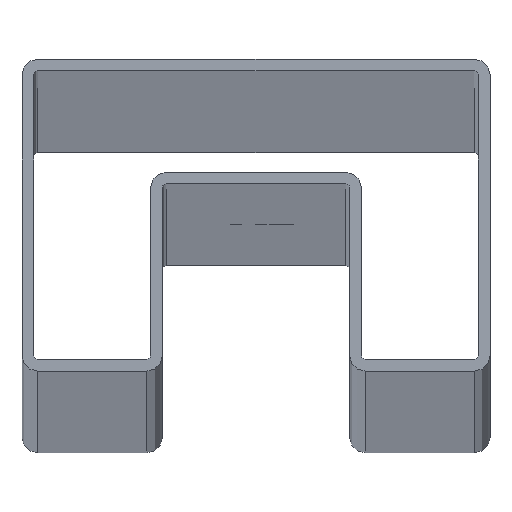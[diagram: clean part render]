
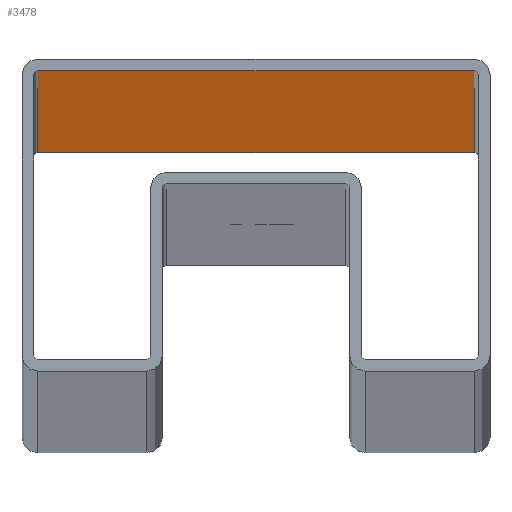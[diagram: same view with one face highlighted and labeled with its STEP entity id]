
A CAD part, top view. The second image highlights one B-rep face of the part: STEP entity #3478.
In plain terms, the highlighted planar face has unit normal (0, -1, 0).
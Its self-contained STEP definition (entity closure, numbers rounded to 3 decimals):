
#192 = VERTEX_POINT ( 'NONE', #14770 ) ;
#1336 = EDGE_CURVE ( 'NONE', #14406, #10252, #9979, .T. ) ;
#1402 = LINE ( 'NONE', #4526, #7513 ) ;
#2321 = DIRECTION ( 'NONE',  ( -1., 0., 0. ) ) ;
#2434 = DIRECTION ( 'NONE',  ( 0., -1., 0. ) ) ;
#2891 = CARTESIAN_POINT ( 'NONE',  ( 28., 18.5, 3000. ) ) ;
#3478 = ADVANCED_FACE ( 'NONE', ( #4668 ), #12817, .T. ) ;
#3696 = VERTEX_POINT ( 'NONE', #7246 ) ;
#4167 = EDGE_CURVE ( 'NONE', #14406, #3696, #1402, .T. ) ;
#4229 = ORIENTED_EDGE ( 'NONE', *, *, #4167, .F. ) ;
#4450 = CARTESIAN_POINT ( 'NONE',  ( -28., 18.5, 3000. ) ) ;
#4526 = CARTESIAN_POINT ( 'NONE',  ( 28., 18.5, 3000. ) ) ;
#4668 = FACE_OUTER_BOUND ( 'NONE', #6939, .T. ) ;
#4995 = CARTESIAN_POINT ( 'NONE',  ( -28., 18.5, -3000. ) ) ;
#5597 = DIRECTION ( 'NONE',  ( 0., 0., -1. ) ) ;
#5703 = ORIENTED_EDGE ( 'NONE', *, *, #14667, .F. ) ;
#5758 = EDGE_CURVE ( 'NONE', #10252, #192, #14452, .T. ) ;
#5996 = VECTOR ( 'NONE', #2321, 1000. ) ;
#6939 = EDGE_LOOP ( 'NONE', ( #5703, #4229, #14100, #12072 ) ) ;
#7246 = CARTESIAN_POINT ( 'NONE',  ( 28., 18.5, -3000. ) ) ;
#7513 = VECTOR ( 'NONE', #8851, 1000. ) ;
#8634 = LINE ( 'NONE', #4995, #5996 ) ;
#8698 = VECTOR ( 'NONE', #5597, 1000. ) ;
#8741 = VECTOR ( 'NONE', #12186, 1000. ) ;
#8851 = DIRECTION ( 'NONE',  ( 0., 0., -1. ) ) ;
#9493 = CARTESIAN_POINT ( 'NONE',  ( -28., 18.5, 3000. ) ) ;
#9979 = LINE ( 'NONE', #9493, #8741 ) ;
#10252 = VERTEX_POINT ( 'NONE', #4450 ) ;
#11562 = DIRECTION ( 'NONE',  ( 0., 0., -1. ) ) ;
#12001 = CARTESIAN_POINT ( 'NONE',  ( -28., 18.5, 3000. ) ) ;
#12072 = ORIENTED_EDGE ( 'NONE', *, *, #5758, .T. ) ;
#12186 = DIRECTION ( 'NONE',  ( -1., 0., 0. ) ) ;
#12817 = PLANE ( 'NONE',  #14714 ) ;
#14100 = ORIENTED_EDGE ( 'NONE', *, *, #1336, .T. ) ;
#14132 = CARTESIAN_POINT ( 'NONE',  ( -28., 18.5, 3000. ) ) ;
#14406 = VERTEX_POINT ( 'NONE', #2891 ) ;
#14452 = LINE ( 'NONE', #12001, #8698 ) ;
#14667 = EDGE_CURVE ( 'NONE', #3696, #192, #8634, .T. ) ;
#14714 = AXIS2_PLACEMENT_3D ( 'NONE', #14132, #2434, #11562 ) ;
#14770 = CARTESIAN_POINT ( 'NONE',  ( -28., 18.5, -3000. ) ) ;
